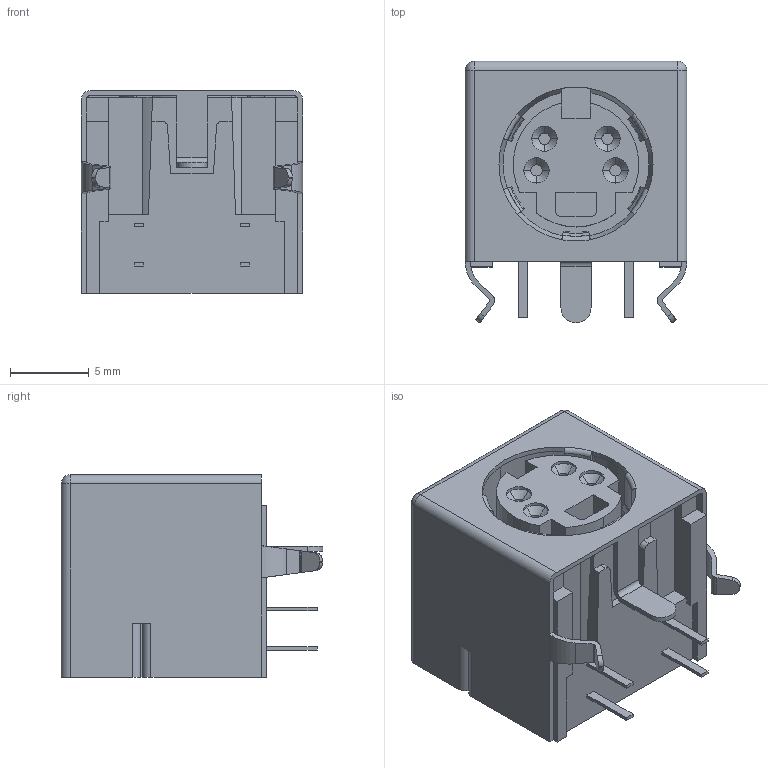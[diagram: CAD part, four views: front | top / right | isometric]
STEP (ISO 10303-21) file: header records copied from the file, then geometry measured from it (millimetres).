
FILE_DESCRIPTION(('STEP AP242'),'1');
FILE_NAME('5749181-1.stp','2022-07-29T15:56:38',('TraceParts'),('TraceParts S.A.'),'Spatial InterOp 3D',' ',' ');
FILE_SCHEMA(('AP242_MANAGED_MODEL_BASED_3D_ENGINEERING_MIM_LF {1 0 10303 442 1 1 4}'));
Length unit declared in the file: millimetre
Products named in the file (1): 5749181-1
Bounding box: 14.03 x 16.56 x 12.83 mm (x, y, z)
Volume: 1989.5 mm3; surface area: 1884.5 mm2
Topology: 1 solids, 1 shells, 274 faces, 735 edges, 473 vertices
Faces by surface type: plane 128, cylinder 91, cone 28, torus 25, sphere 2
Entity records: 8680 total; most frequent: CARTESIAN_POINT 1665, DIRECTION 1491, ORIENTED_EDGE 1470, EDGE_CURVE 735, AXIS2_PLACEMENT_3D 519, VERTEX_POINT 473, LINE 453, VECTOR 453
